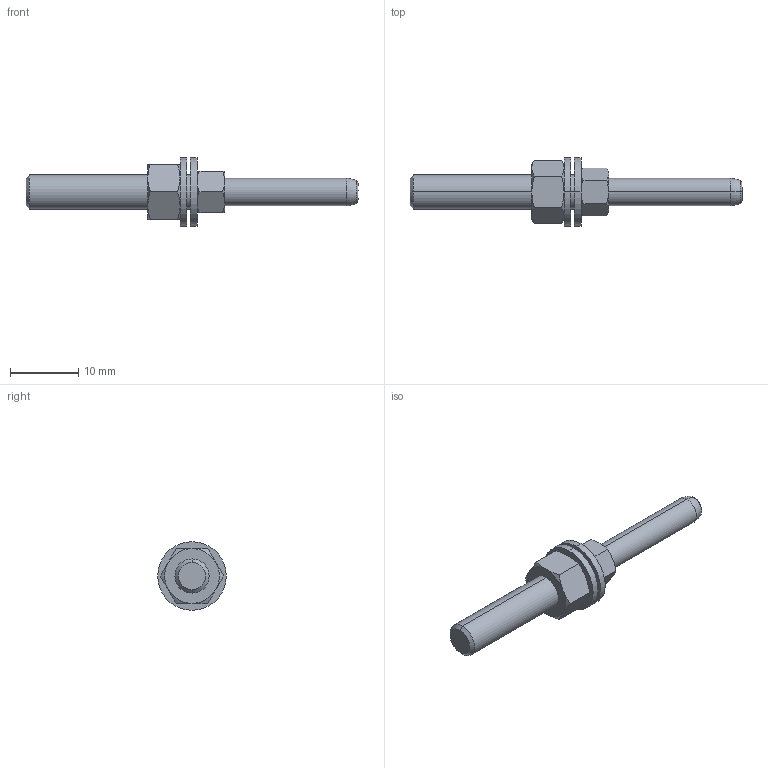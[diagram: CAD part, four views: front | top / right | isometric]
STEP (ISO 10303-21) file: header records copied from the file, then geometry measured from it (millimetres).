
FILE_DESCRIPTION (( 'STEP AP214' ), '1' );
FILE_NAME ('360-PPO-4-M-01.STEP', '2021-04-30T09:34:44', ( '' ), ( '' ), 'SwSTEP 2.0', 'SolidWorks 2017', '' );
FILE_SCHEMA (( 'AUTOMOTIVE_DESIGN' ));
Length unit declared in the file: millimetre
Products named in the file (4): 9360-PPO-4-M; Sechskantmutter ISO 4032 - M5_Hexagon Nut ISO 4032 - M5 - D - N; Scheibe DIN 125 - A 5.3_Washer DIN 125 - A 5.3; 360-PPO-4-M-01
Assembly tree (4 placements, depth 2):
  360-PPO-4-M-01
    9360-PPO-4-M
    Scheibe DIN 125 - A 5.3_Washer DIN 125 - A 5.3  x2
    Sechskantmutter ISO 4032 - M5_Hexagon Nut ISO 4032 - M5 - D - N
Bounding box: 48.5 x 10 x 10 mm (x, y, z)
Volume: 1160.6 mm3; surface area: 1356.2 mm2
Topology: 4 solids, 4 shells, 72 faces, 150 edges, 88 vertices
Faces by surface type: cone 30, plane 22, cylinder 16, bspline 2, torus 2
Entity records: 2004 total; most frequent: CARTESIAN_POINT 503, DIRECTION 288, ORIENTED_EDGE 276, EDGE_CURVE 138, AXIS2_PLACEMENT_3D 129, VERTEX_POINT 80, EDGE_LOOP 72, FACE_OUTER_BOUND 66
